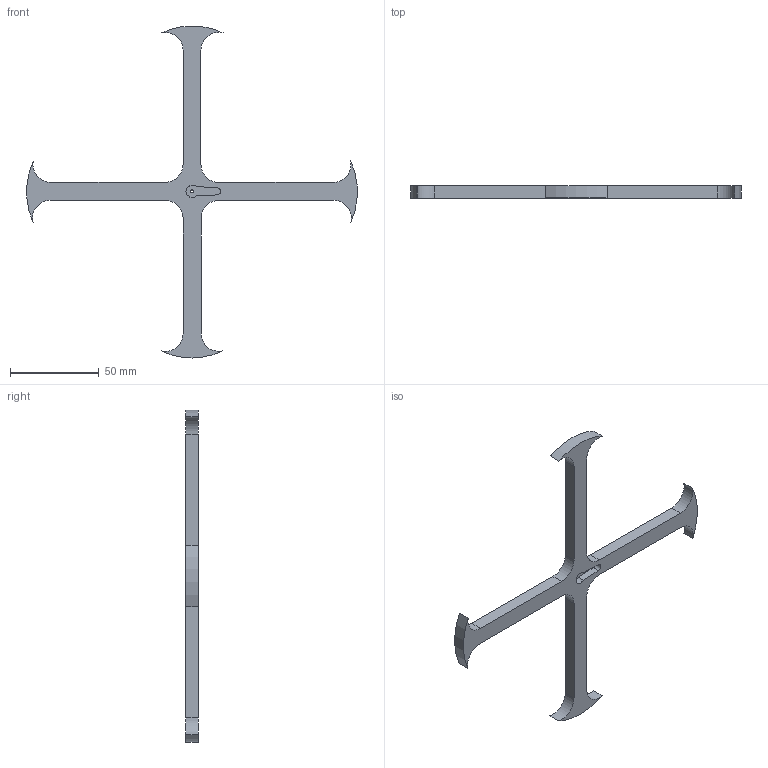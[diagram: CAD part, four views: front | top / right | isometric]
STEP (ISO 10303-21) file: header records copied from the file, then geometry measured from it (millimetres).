
FILE_DESCRIPTION(/* description */ (''),/* implementation_level */ '2;1');
FILE_NAME(/* name */ 'c018d045-f1ae-47fb-ab51-57c2dba9e5b7.stp',/* time_stamp */ '2025-12-12T14:57:43Z',/* author */ (''),/* organization */ (''),/* preprocessor_version */ 'ST-DEVELOPER v20.1',/* originating_system */ 'Autodesk Translation Framework v14.24.0.0',/* authorisation */ '');
FILE_SCHEMA (('AUTOMOTIVE_DESIGN { 1 0 10303 214 3 1 1 }'));
Length unit declared in the file: millimetre
Products named in the file (3): Base cabeza; Component1; Component2
Assembly tree (2 placements, depth 2):
  Base cabeza
    Component1
    Component2
Bounding box: 186.28 x 7 x 187.26 mm (x, y, z)
Volume: 28496.5 mm3; surface area: 14527.6 mm2
Topology: 1 solids, 1 shells, 32 faces, 87 edges, 58 vertices
Faces by surface type: cylinder 19, plane 13
Full cylindrical faces by diameter (mm): 1.606 x1
Entity records: 1117 total; most frequent: DIRECTION 199, CARTESIAN_POINT 182, ORIENTED_EDGE 174, EDGE_CURVE 87, AXIS2_PLACEMENT_3D 75, VERTEX_POINT 58, LINE 49, VECTOR 49
